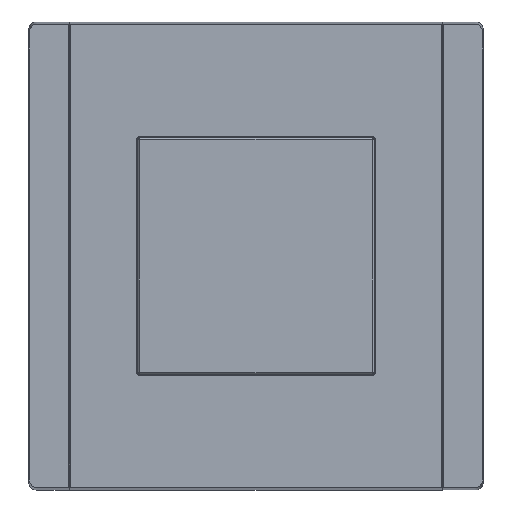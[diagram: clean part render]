
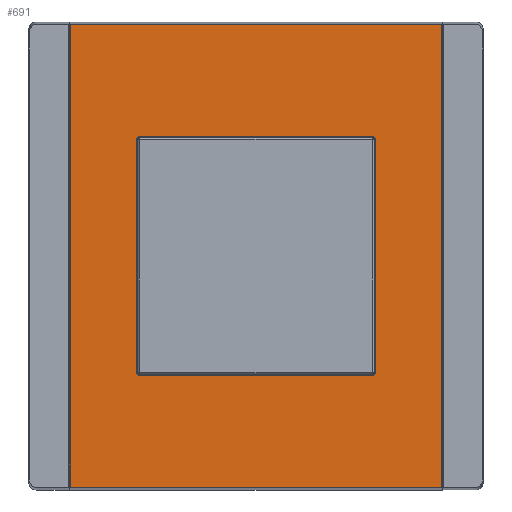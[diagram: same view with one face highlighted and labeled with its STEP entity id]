
A CAD part, top view. The second image highlights one B-rep face of the part: STEP entity #691.
In plain terms, the highlighted planar face has unit normal (0, 0, 1).
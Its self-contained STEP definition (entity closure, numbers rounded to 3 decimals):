
#69 = ORIENTED_EDGE ( 'NONE', *, *, #24795, .T. ) ;
#547 = ORIENTED_EDGE ( 'NONE', *, *, #51115, .T. ) ;
#691 = ADVANCED_FACE ( 'NONE', ( #51097, #47397 ), #4956, .T. ) ;
#811 = VECTOR ( 'NONE', #4525, 1000. ) ;
#1527 = VERTEX_POINT ( 'NONE', #30870 ) ;
#1690 = VECTOR ( 'NONE', #28641, 1000. ) ;
#2812 = CARTESIAN_POINT ( 'NONE',  ( 1022.678, 77.822, 11.5 ) ) ;
#3836 = ORIENTED_EDGE ( 'NONE', *, *, #44345, .T. ) ;
#4525 = DIRECTION ( 'NONE',  ( 0., 1., 0. ) ) ;
#4706 = CARTESIAN_POINT ( 'NONE',  ( 1022.678, 122.178, 11.5 ) ) ;
#4956 = PLANE ( 'NONE',  #25679 ) ;
#5254 = DIRECTION ( 'NONE',  ( 0., 0., 1. ) ) ;
#5698 = ORIENTED_EDGE ( 'NONE', *, *, #52893, .T. ) ;
#5705 = EDGE_CURVE ( 'NONE', #20405, #1527, #42155, .T. ) ;
#6807 = ORIENTED_EDGE ( 'NONE', *, *, #33372, .F. ) ;
#6953 = CARTESIAN_POINT ( 'NONE',  ( 1022.678, 122.471, 11.5 ) ) ;
#7929 = CARTESIAN_POINT ( 'NONE',  ( 977.322, 77.822, 11.5 ) ) ;
#8073 = VECTOR ( 'NONE', #32136, 1000. ) ;
#10082 = CARTESIAN_POINT ( 'NONE',  ( 977.322, 122.178, 11.5 ) ) ;
#11763 = EDGE_CURVE ( 'NONE', #50042, #14478, #15746, .T. ) ;
#11949 =( BOUNDED_CURVE ( )  B_SPLINE_CURVE ( 3, ( #10082, #51916, #15611, #30054 ),
 .UNSPECIFIED., .F., .T. ) 
 B_SPLINE_CURVE_WITH_KNOTS ( ( 4, 4 ),
 ( 5.498, 7.068 ),
 .UNSPECIFIED. ) 
 CURVE ( )  GEOMETRIC_REPRESENTATION_ITEM ( )  RATIONAL_B_SPLINE_CURVE ( ( 1., 0.805, 0.805, 1. ) ) 
 REPRESENTATION_ITEM ( '' )  );
#13087 = VERTEX_POINT ( 'NONE', #48277 ) ;
#13149 = CARTESIAN_POINT ( 'NONE',  ( 1022.678, 100., 11.5 ) ) ;
#13860 =( BOUNDED_CURVE ( )  B_SPLINE_CURVE ( 3, ( #49395, #44463, #6953, #21414 ),
 .UNSPECIFIED., .F., .T. ) 
 B_SPLINE_CURVE_WITH_KNOTS ( ( 4, 4 ),
 ( 5.498, 7.068 ),
 .UNSPECIFIED. ) 
 CURVE ( )  GEOMETRIC_REPRESENTATION_ITEM ( )  RATIONAL_B_SPLINE_CURVE ( ( 1., 0.805, 0.805, 1. ) ) 
 REPRESENTATION_ITEM ( '' )  );
#14478 = VERTEX_POINT ( 'NONE', #56548 ) ;
#14520 = CARTESIAN_POINT ( 'NONE',  ( 1000., 55.909, 11.5 ) ) ;
#15531 = ORIENTED_EDGE ( 'NONE', *, *, #44473, .F. ) ;
#15611 = CARTESIAN_POINT ( 'NONE',  ( 977.529, 122.678, 11.5 ) ) ;
#15746 =( BOUNDED_CURVE ( )  B_SPLINE_CURVE ( 3, ( #2812, #57893, #20674, #40345 ),
 .UNSPECIFIED., .F., .T. ) 
 B_SPLINE_CURVE_WITH_KNOTS ( ( 4, 4 ),
 ( 5.498, 7.068 ),
 .UNSPECIFIED. ) 
 CURVE ( )  GEOMETRIC_REPRESENTATION_ITEM ( )  RATIONAL_B_SPLINE_CURVE ( ( 1., 0.805, 0.805, 1. ) ) 
 REPRESENTATION_ITEM ( '' )  );
#18009 = LINE ( 'NONE', #60440, #8073 ) ;
#18939 = VERTEX_POINT ( 'NONE', #46744 ) ;
#20405 = VERTEX_POINT ( 'NONE', #57078 ) ;
#20674 = CARTESIAN_POINT ( 'NONE',  ( 1022.471, 77.322, 11.5 ) ) ;
#21414 = CARTESIAN_POINT ( 'NONE',  ( 1022.678, 122.178, 11.5 ) ) ;
#23330 = VECTOR ( 'NONE', #45776, 1000. ) ;
#24795 = EDGE_CURVE ( 'NONE', #53320, #24825, #11949, .T. ) ;
#24825 = VERTEX_POINT ( 'NONE', #25139 ) ;
#25139 = CARTESIAN_POINT ( 'NONE',  ( 977.822, 122.678, 11.5 ) ) ;
#25679 = AXIS2_PLACEMENT_3D ( 'NONE', #37248, #5254, #47687 ) ;
#26740 = EDGE_LOOP ( 'NONE', ( #6807, #3836, #37411, #69, #40053, #28414, #15531, #31344 ) ) ;
#26868 = EDGE_CURVE ( 'NONE', #1527, #13087, #28978, .T. ) ;
#28414 = ORIENTED_EDGE ( 'NONE', *, *, #51033, .T. ) ;
#28641 = DIRECTION ( 'NONE',  ( 0., -1., 0. ) ) ;
#28747 = CARTESIAN_POINT ( 'NONE',  ( 1000., 144.091, 11.5 ) ) ;
#28798 = VERTEX_POINT ( 'NONE', #29440 ) ;
#28978 = LINE ( 'NONE', #14520, #30251 ) ;
#29440 = CARTESIAN_POINT ( 'NONE',  ( 1022.178, 122.678, 11.5 ) ) ;
#29646 = DIRECTION ( 'NONE',  ( -1., 0., 0. ) ) ;
#30054 = CARTESIAN_POINT ( 'NONE',  ( 977.822, 122.678, 11.5 ) ) ;
#30251 = VECTOR ( 'NONE', #34193, 1000. ) ;
#30870 = CARTESIAN_POINT ( 'NONE',  ( 964.68, 55.909, 11.5 ) ) ;
#31069 = VERTEX_POINT ( 'NONE', #44250 ) ;
#31311 = CARTESIAN_POINT ( 'NONE',  ( 977.322, 77.529, 11.5 ) ) ;
#31344 = ORIENTED_EDGE ( 'NONE', *, *, #11763, .T. ) ;
#32103 = CARTESIAN_POINT ( 'NONE',  ( 1000., 122.678, 11.5 ) ) ;
#32136 = DIRECTION ( 'NONE',  ( 0., 1., 0. ) ) ;
#32781 = ORIENTED_EDGE ( 'NONE', *, *, #26868, .T. ) ;
#33372 = EDGE_CURVE ( 'NONE', #46265, #14478, #50400, .T. ) ;
#33774 = EDGE_CURVE ( 'NONE', #28798, #24825, #50277, .T. ) ;
#33974 = VERTEX_POINT ( 'NONE', #4706 ) ;
#34193 = DIRECTION ( 'NONE',  ( 1., 0., 0. ) ) ;
#34367 = CARTESIAN_POINT ( 'NONE',  ( 977.322, 100., 11.5 ) ) ;
#35425 =( BOUNDED_CURVE ( )  B_SPLINE_CURVE ( 3, ( #54671, #45749, #31311, #7929 ),
 .UNSPECIFIED., .F., .T. ) 
 B_SPLINE_CURVE_WITH_KNOTS ( ( 4, 4 ),
 ( 5.498, 7.068 ),
 .UNSPECIFIED. ) 
 CURVE ( )  GEOMETRIC_REPRESENTATION_ITEM ( )  RATIONAL_B_SPLINE_CURVE ( ( 1., 0.805, 0.805, 1. ) ) 
 REPRESENTATION_ITEM ( '' )  );
#37248 = CARTESIAN_POINT ( 'NONE',  ( 1000., 100., 11.5 ) ) ;
#37411 = ORIENTED_EDGE ( 'NONE', *, *, #47311, .F. ) ;
#39651 = VECTOR ( 'NONE', #29646, 1000. ) ;
#40053 = ORIENTED_EDGE ( 'NONE', *, *, #33774, .F. ) ;
#40345 = CARTESIAN_POINT ( 'NONE',  ( 1022.178, 77.322, 11.5 ) ) ;
#41173 = VECTOR ( 'NONE', #53118, 1000. ) ;
#41846 = CARTESIAN_POINT ( 'NONE',  ( 964.68, 100., 11.5 ) ) ;
#42155 = LINE ( 'NONE', #41846, #1690 ) ;
#44250 = CARTESIAN_POINT ( 'NONE',  ( 1035.32, 144.091, 11.5 ) ) ;
#44345 = EDGE_CURVE ( 'NONE', #46265, #18939, #35425, .T. ) ;
#44463 = CARTESIAN_POINT ( 'NONE',  ( 1022.471, 122.678, 11.5 ) ) ;
#44473 = EDGE_CURVE ( 'NONE', #50042, #33974, #60827, .T. ) ;
#45747 = EDGE_LOOP ( 'NONE', ( #52932, #32781, #547, #5698 ) ) ;
#45749 = CARTESIAN_POINT ( 'NONE',  ( 977.529, 77.322, 11.5 ) ) ;
#45776 = DIRECTION ( 'NONE',  ( 1., 0., 0. ) ) ;
#45983 = CARTESIAN_POINT ( 'NONE',  ( 977.822, 77.322, 11.5 ) ) ;
#46265 = VERTEX_POINT ( 'NONE', #45983 ) ;
#46744 = CARTESIAN_POINT ( 'NONE',  ( 977.322, 77.822, 11.5 ) ) ;
#47311 = EDGE_CURVE ( 'NONE', #53320, #18939, #49423, .T. ) ;
#47397 = FACE_BOUND ( 'NONE', #26740, .T. ) ;
#47482 = LINE ( 'NONE', #28747, #39651 ) ;
#47687 = DIRECTION ( 'NONE',  ( 1., 0., 0. ) ) ;
#48277 = CARTESIAN_POINT ( 'NONE',  ( 1035.32, 55.909, 11.5 ) ) ;
#49395 = CARTESIAN_POINT ( 'NONE',  ( 1022.178, 122.678, 11.5 ) ) ;
#49423 = LINE ( 'NONE', #34367, #41173 ) ;
#50042 = VERTEX_POINT ( 'NONE', #51713 ) ;
#50277 = LINE ( 'NONE', #32103, #52753 ) ;
#50400 = LINE ( 'NONE', #59931, #23330 ) ;
#50563 = DIRECTION ( 'NONE',  ( -1., 0., 0. ) ) ;
#51033 = EDGE_CURVE ( 'NONE', #28798, #33974, #13860, .T. ) ;
#51097 = FACE_OUTER_BOUND ( 'NONE', #45747, .T. ) ;
#51115 = EDGE_CURVE ( 'NONE', #13087, #31069, #18009, .T. ) ;
#51713 = CARTESIAN_POINT ( 'NONE',  ( 1022.678, 77.822, 11.5 ) ) ;
#51916 = CARTESIAN_POINT ( 'NONE',  ( 977.322, 122.471, 11.5 ) ) ;
#52753 = VECTOR ( 'NONE', #50563, 1000. ) ;
#52893 = EDGE_CURVE ( 'NONE', #31069, #20405, #47482, .T. ) ;
#52927 = CARTESIAN_POINT ( 'NONE',  ( 977.322, 122.178, 11.5 ) ) ;
#52932 = ORIENTED_EDGE ( 'NONE', *, *, #5705, .T. ) ;
#53118 = DIRECTION ( 'NONE',  ( 0., -1., 0. ) ) ;
#53320 = VERTEX_POINT ( 'NONE', #52927 ) ;
#54671 = CARTESIAN_POINT ( 'NONE',  ( 977.822, 77.322, 11.5 ) ) ;
#56548 = CARTESIAN_POINT ( 'NONE',  ( 1022.178, 77.322, 11.5 ) ) ;
#57078 = CARTESIAN_POINT ( 'NONE',  ( 964.68, 144.091, 11.5 ) ) ;
#57893 = CARTESIAN_POINT ( 'NONE',  ( 1022.678, 77.529, 11.5 ) ) ;
#59931 = CARTESIAN_POINT ( 'NONE',  ( 1000., 77.322, 11.5 ) ) ;
#60440 = CARTESIAN_POINT ( 'NONE',  ( 1035.32, 100., 11.5 ) ) ;
#60827 = LINE ( 'NONE', #13149, #811 ) ;
